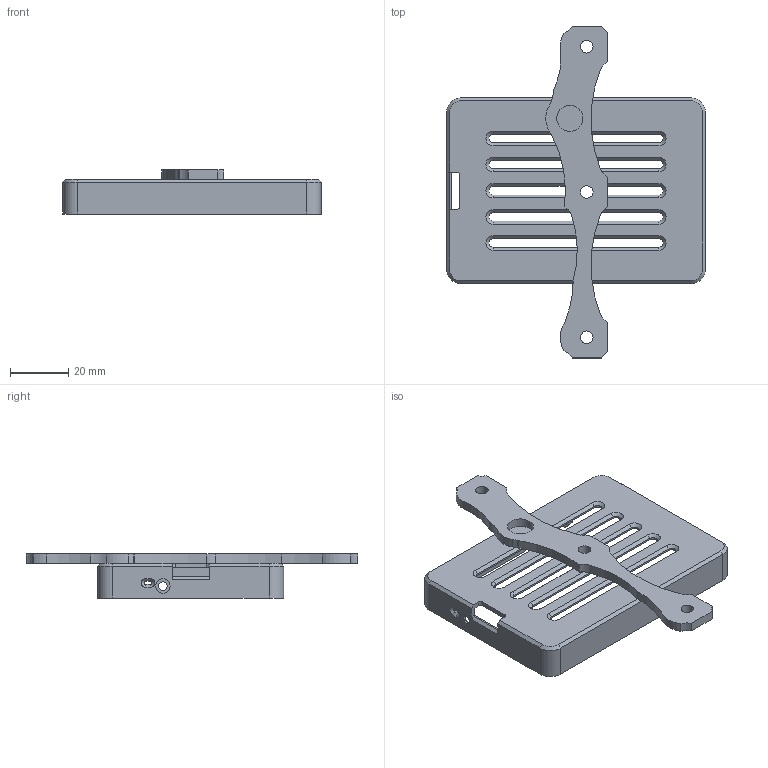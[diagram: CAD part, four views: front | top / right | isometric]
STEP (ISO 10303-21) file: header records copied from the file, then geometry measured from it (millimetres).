
FILE_DESCRIPTION(/* description */ (''),/* implementation_level */ '2;1');
FILE_NAME(/* name */ 'alta plate razz pi.stp',/* time_stamp */ '2024-04-18T13:06:51-07:00',/* author */ ('Eli'),/* organization */ (''),/* preprocessor_version */ 'ST-DEVELOPER v19.2',/* originating_system */ 'Autodesk Inventor 2024',/* authorisation */ '');
FILE_SCHEMA (('AUTOMOTIVE_DESIGN { 1 0 10303 214 3 1 1 }'));
Length unit declared in the file: inch
Products named in the file (1): alta plate razz pi
Bounding box: 89 x 114.3 x 15.18 mm (x, y, z)
Volume: 15580.9 mm3; surface area: 19518 mm2
Topology: 2 solids, 2 shells, 181 faces, 474 edges, 303 vertices
Faces by surface type: plane 98, cylinder 66, cone 17
Full cylindrical faces by diameter (mm): 2.4 x4, 3 x1, 4.3 x3, 5.6 x4, 8.96 x1
Entity records: 5653 total; most frequent: DIRECTION 991, CARTESIAN_POINT 959, ORIENTED_EDGE 948, EDGE_CURVE 474, AXIS2_PLACEMENT_3D 335, LINE 321, VECTOR 321, VERTEX_POINT 303
